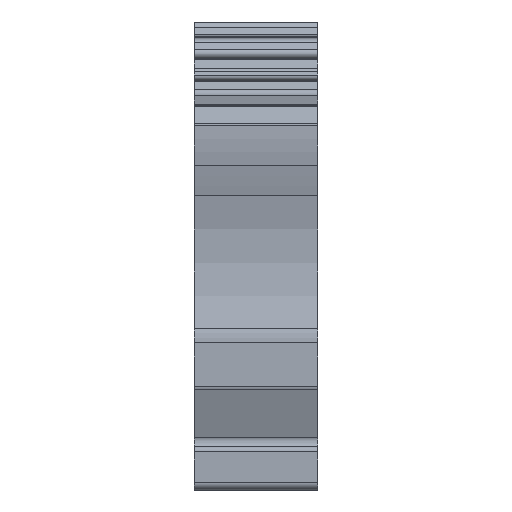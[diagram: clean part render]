
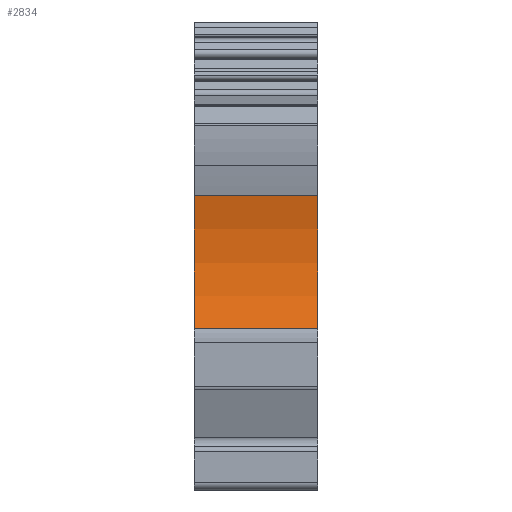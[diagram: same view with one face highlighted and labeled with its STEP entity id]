
A CAD part, left-side view. The second image highlights one B-rep face of the part: STEP entity #2834.
In plain terms, the highlighted cylindrical face has radius 28 mm (diameter 56 mm), a partial arc.
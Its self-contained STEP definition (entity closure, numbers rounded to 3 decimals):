
#26=CYLINDRICAL_SURFACE('',#3048,28.);
#90=CIRCLE('',#3007,28.);
#114=CIRCLE('',#3049,28.);
#371=ORIENTED_EDGE('',*,*,#1109,.F.);
#372=ORIENTED_EDGE('',*,*,#1189,.T.);
#373=ORIENTED_EDGE('',*,*,#1190,.T.);
#374=ORIENTED_EDGE('',*,*,#1191,.T.);
#1109=EDGE_CURVE('',#1534,#1535,#90,.T.);
#1189=EDGE_CURVE('',#1534,#1595,#1849,.F.);
#1190=EDGE_CURVE('',#1595,#1596,#114,.T.);
#1191=EDGE_CURVE('',#1596,#1535,#1850,.T.);
#1534=VERTEX_POINT('',#4248);
#1535=VERTEX_POINT('',#4250);
#1595=VERTEX_POINT('',#4406);
#1596=VERTEX_POINT('',#4410);
#1849=LINE('',#4407,#2187);
#1850=LINE('',#4411,#2188);
#2187=VECTOR('',#3495,1000.);
#2188=VECTOR('',#3500,1000.);
#2418=EDGE_LOOP('',(#371,#372,#373,#374));
#2576=FACE_BOUND('',#2418,.T.);
#2834=ADVANCED_FACE('',(#2576),#26,.F.);
#3007=AXIS2_PLACEMENT_3D('',#4249,#3357,#3358);
#3048=AXIS2_PLACEMENT_3D('',#4408,#3496,#3497);
#3049=AXIS2_PLACEMENT_3D('',#4409,#3498,#3499);
#3357=DIRECTION('',(0.,-1.,0.));
#3358=DIRECTION('',(-1.,0.,0.));
#3495=DIRECTION('',(0.,1.,0.));
#3496=DIRECTION('',(0.,1.,0.));
#3497=DIRECTION('',(0.,0.,1.));
#3498=DIRECTION('',(0.,-1.,0.));
#3499=DIRECTION('',(-1.,0.,0.));
#3500=DIRECTION('',(0.,1.,0.));
#4248=CARTESIAN_POINT('',(-49.662,8.05,3.832));
#4249=CARTESIAN_POINT('',(-75.767,8.05,13.957));
#4250=CARTESIAN_POINT('',(-48.68,8.05,21.049));
#4406=CARTESIAN_POINT('',(-49.662,-7.95,3.832));
#4407=CARTESIAN_POINT('',(-49.662,-7.95,3.832));
#4408=CARTESIAN_POINT('',(-75.767,-7.95,13.957));
#4409=CARTESIAN_POINT('',(-75.767,-7.95,13.957));
#4410=CARTESIAN_POINT('',(-48.68,-7.95,21.049));
#4411=CARTESIAN_POINT('',(-48.68,-7.95,21.049));
